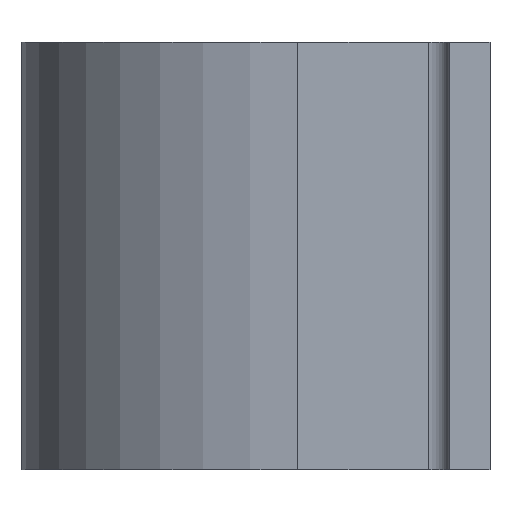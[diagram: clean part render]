
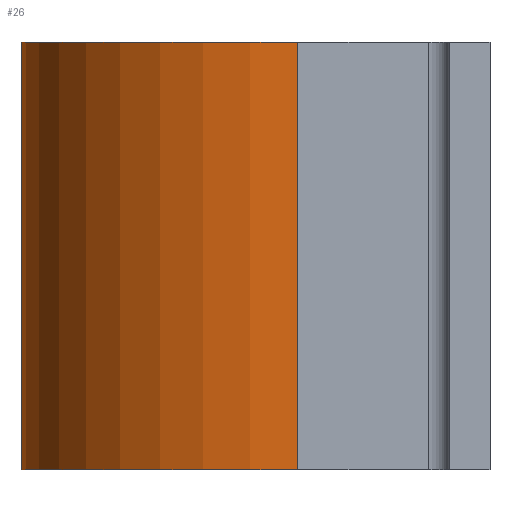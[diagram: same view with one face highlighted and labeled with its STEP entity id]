
A CAD part, left-side view. The second image highlights one B-rep face of the part: STEP entity #26.
In plain terms, the highlighted cylindrical face has radius 10.249 mm (diameter 20.498 mm), a partial arc.
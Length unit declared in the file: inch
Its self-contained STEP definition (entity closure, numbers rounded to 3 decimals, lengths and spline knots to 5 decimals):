
#10 = EDGE_LOOP ( 'NONE', ( #255, #214, #281, #554 ) ) ;
#16 = CARTESIAN_POINT ( 'NONE',  ( 0.7205, 0.2815, 0.3125 ) ) ;
#26 = ADVANCED_FACE ( 'NONE', ( #477 ), #355, .T. ) ;
#32 = VERTEX_POINT ( 'NONE', #523 ) ;
#73 = CARTESIAN_POINT ( 'NONE',  ( 1.124, 0.2815, -0.3125 ) ) ;
#100 = VECTOR ( 'NONE', #308, 39.37008 ) ;
#130 = VECTOR ( 'NONE', #248, 39.37008 ) ;
#135 = CARTESIAN_POINT ( 'NONE',  ( 0.7205, 0.2815, 0.3125 ) ) ;
#160 = VERTEX_POINT ( 'NONE', #170 ) ;
#170 = CARTESIAN_POINT ( 'NONE',  ( 1.5275, 0.2815, -0.3125 ) ) ;
#195 = VERTEX_POINT ( 'NONE', #16 ) ;
#214 = ORIENTED_EDGE ( 'NONE', *, *, #461, .F. ) ;
#223 = LINE ( 'NONE', #135, #100 ) ;
#235 = CARTESIAN_POINT ( 'NONE',  ( 1.124, 0.2815, 0.3125 ) ) ;
#248 = DIRECTION ( 'NONE',  ( 0., 0., -1. ) ) ;
#255 = ORIENTED_EDGE ( 'NONE', *, *, #314, .F. ) ;
#273 = DIRECTION ( 'NONE',  ( 1., 0., 0. ) ) ;
#278 = CARTESIAN_POINT ( 'NONE',  ( 1.5275, 0.2815, 0.3125 ) ) ;
#281 = ORIENTED_EDGE ( 'NONE', *, *, #533, .T. ) ;
#304 = AXIS2_PLACEMENT_3D ( 'NONE', #73, #513, #392 ) ;
#308 = DIRECTION ( 'NONE',  ( 0., 0., -1. ) ) ;
#314 = EDGE_CURVE ( 'NONE', #32, #160, #553, .T. ) ;
#355 = CYLINDRICAL_SURFACE ( 'NONE', #479, 0.4035 ) ;
#359 = LINE ( 'NONE', #419, #130 ) ;
#377 = VERTEX_POINT ( 'NONE', #278 ) ;
#392 = DIRECTION ( 'NONE',  ( 1., 0., 0. ) ) ;
#405 = EDGE_CURVE ( 'NONE', #377, #160, #359, .T. ) ;
#419 = CARTESIAN_POINT ( 'NONE',  ( 1.5275, 0.2815, 0.3125 ) ) ;
#427 = CARTESIAN_POINT ( 'NONE',  ( 1.124, 0.2815, 0.3125 ) ) ;
#428 = CIRCLE ( 'NONE', #547, 0.4035 ) ;
#430 = DIRECTION ( 'NONE',  ( 0., 0., -1. ) ) ;
#461 = EDGE_CURVE ( 'NONE', #195, #32, #223, .T. ) ;
#477 = FACE_OUTER_BOUND ( 'NONE', #10, .T. ) ;
#479 = AXIS2_PLACEMENT_3D ( 'NONE', #427, #430, #485 ) ;
#485 = DIRECTION ( 'NONE',  ( -1., 0., 0. ) ) ;
#513 = DIRECTION ( 'NONE',  ( 0., 0., -1. ) ) ;
#520 = DIRECTION ( 'NONE',  ( 0., 0., -1. ) ) ;
#523 = CARTESIAN_POINT ( 'NONE',  ( 0.7205, 0.2815, -0.3125 ) ) ;
#533 = EDGE_CURVE ( 'NONE', #195, #377, #428, .T. ) ;
#547 = AXIS2_PLACEMENT_3D ( 'NONE', #235, #520, #273 ) ;
#553 = CIRCLE ( 'NONE', #304, 0.4035 ) ;
#554 = ORIENTED_EDGE ( 'NONE', *, *, #405, .T. ) ;
